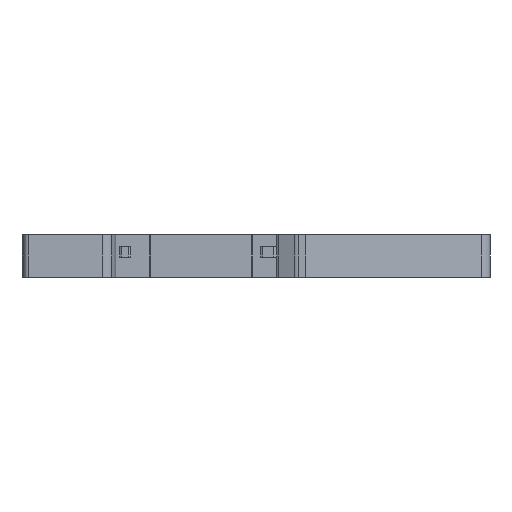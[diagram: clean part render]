
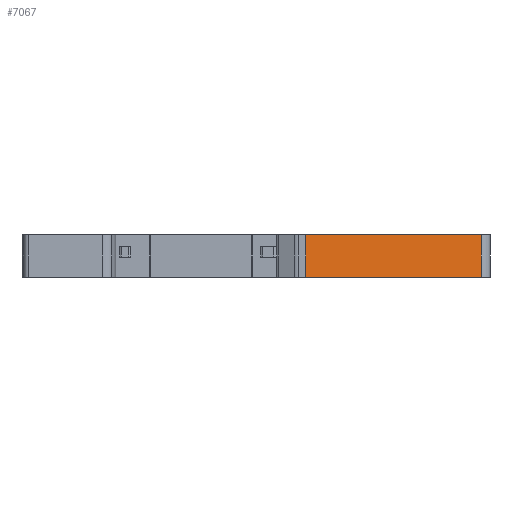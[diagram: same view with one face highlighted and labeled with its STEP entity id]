
A CAD part, front view. The second image highlights one B-rep face of the part: STEP entity #7067.
In plain terms, the highlighted planar face has unit normal (0.174, -0.985, 0).
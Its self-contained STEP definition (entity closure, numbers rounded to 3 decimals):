
#117=DIRECTION('',(0.985,0.174,0.));
#118=VECTOR('',#117,34.623);
#119=CARTESIAN_POINT('',(20.2,-6.,0.));
#120=LINE('',#119,#118);
#1719=DIRECTION('',(0.985,0.174,0.));
#1720=VECTOR('',#1719,34.623);
#1721=CARTESIAN_POINT('',(20.2,-6.,8.2));
#1722=LINE('',#1721,#1720);
#2561=DIRECTION('',(0.,0.,1.));
#2562=VECTOR('',#2561,8.2);
#2563=CARTESIAN_POINT('',(54.297,0.012,0.));
#2564=LINE('',#2563,#2562);
#2565=DIRECTION('',(0.,0.,1.));
#2566=VECTOR('',#2565,8.2);
#2567=CARTESIAN_POINT('',(20.2,-6.,0.));
#2568=LINE('',#2567,#2566);
#3465=CARTESIAN_POINT('',(20.2,-6.,0.));
#3466=CARTESIAN_POINT('',(54.297,0.012,0.));
#3467=VERTEX_POINT('',#3465);
#3468=VERTEX_POINT('',#3466);
#3565=CARTESIAN_POINT('',(20.2,-6.,8.2));
#3566=CARTESIAN_POINT('',(54.297,0.012,8.2));
#3567=VERTEX_POINT('',#3565);
#3568=VERTEX_POINT('',#3566);
#7056=CARTESIAN_POINT('',(20.2,-6.,0.));
#7057=DIRECTION('',(0.174,-0.985,0.));
#7058=DIRECTION('',(0.985,0.174,0.));
#7059=AXIS2_PLACEMENT_3D('',#7056,#7057,#7058);
#7060=PLANE('',#7059);
#7061=ORIENTED_EDGE('',*,*,#3886,.F.);
#7062=ORIENTED_EDGE('',*,*,#4869,.T.);
#7063=ORIENTED_EDGE('',*,*,#4724,.T.);
#7064=ORIENTED_EDGE('',*,*,#7049,.F.);
#7065=EDGE_LOOP('',(#7061,#7062,#7063,#7064));
#7066=FACE_OUTER_BOUND('',#7065,.F.);
#7067=ADVANCED_FACE('',(#7066),#7060,.T.);
#3886=EDGE_CURVE('',#3467,#3468,#120,.T.);
#4724=EDGE_CURVE('',#3567,#3568,#1722,.T.);
#4869=EDGE_CURVE('',#3467,#3567,#2568,.T.);
#7049=EDGE_CURVE('',#3468,#3568,#2564,.T.);
